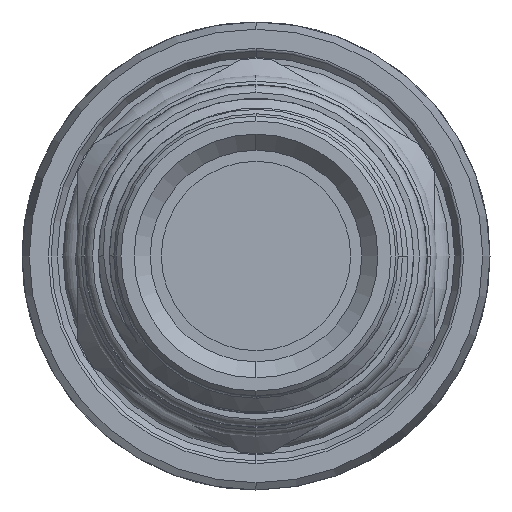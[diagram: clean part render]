
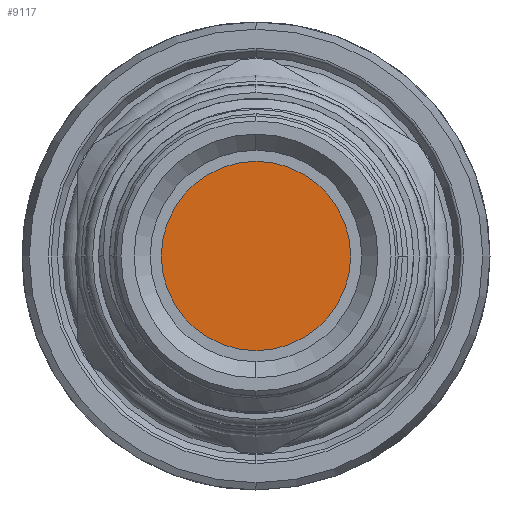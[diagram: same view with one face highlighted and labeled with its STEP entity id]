
A CAD part, left-side view. The second image highlights one B-rep face of the part: STEP entity #9117.
In plain terms, the highlighted planar face has unit normal (-1, 0, 0).
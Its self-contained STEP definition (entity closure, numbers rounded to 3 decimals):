
#231 = CIRCLE ( 'NONE', #14333, 5.905 ) ;
#460 = DIRECTION ( 'NONE',  ( 0., 0., 1. ) ) ;
#1926 = DIRECTION ( 'NONE',  ( 1., 0., 0. ) ) ;
#1934 = FACE_OUTER_BOUND ( 'NONE', #3413, .T. ) ;
#2107 = ORIENTED_EDGE ( 'NONE', *, *, #6196, .F. ) ;
#2874 = CARTESIAN_POINT ( 'NONE',  ( -62.257, 0., -5.905 ) ) ;
#3413 = EDGE_LOOP ( 'NONE', ( #5180, #2107 ) ) ;
#3753 = DIRECTION ( 'NONE',  ( 1., 0., 0. ) ) ;
#5180 = ORIENTED_EDGE ( 'NONE', *, *, #11384, .F. ) ;
#6196 = EDGE_CURVE ( 'NONE', #10968, #12632, #231, .T. ) ;
#6331 = PLANE ( 'NONE',  #8720 ) ;
#7458 = DIRECTION ( 'NONE',  ( -1., 0., 0. ) ) ;
#8720 = AXIS2_PLACEMENT_3D ( 'NONE', #9814, #7458, #460 ) ;
#9023 = CARTESIAN_POINT ( 'NONE',  ( -62.257, 0., 0. ) ) ;
#9117 = ADVANCED_FACE ( 'NONE', ( #1934 ), #6331, .T. ) ;
#9484 = CARTESIAN_POINT ( 'NONE',  ( -62.257, 0., 0. ) ) ;
#9814 = CARTESIAN_POINT ( 'NONE',  ( -62.257, 0., 0. ) ) ;
#10138 = AXIS2_PLACEMENT_3D ( 'NONE', #9023, #1926, #10236 ) ;
#10236 = DIRECTION ( 'NONE',  ( 0., 0., -1. ) ) ;
#10968 = VERTEX_POINT ( 'NONE', #13393 ) ;
#11157 = CIRCLE ( 'NONE', #10138, 5.905 ) ;
#11384 = EDGE_CURVE ( 'NONE', #12632, #10968, #11157, .T. ) ;
#12632 = VERTEX_POINT ( 'NONE', #2874 ) ;
#13393 = CARTESIAN_POINT ( 'NONE',  ( -62.257, 0., 5.905 ) ) ;
#14333 = AXIS2_PLACEMENT_3D ( 'NONE', #9484, #3753, #14335 ) ;
#14335 = DIRECTION ( 'NONE',  ( 0., 0., -1. ) ) ;
